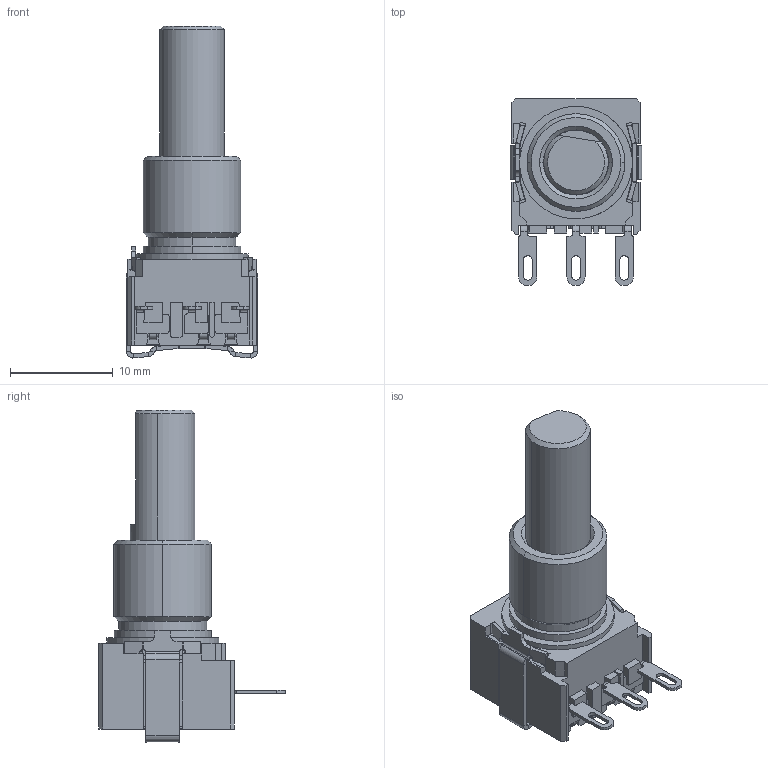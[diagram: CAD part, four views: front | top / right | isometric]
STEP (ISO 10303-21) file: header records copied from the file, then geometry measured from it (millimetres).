
FILE_DESCRIPTION((''),'2;1');
FILE_NAME('53AEA-C28_ASM','2017-05-22T',('RICKB'),('Bourns, Inc.'),'CREO PARAMETRIC BY PTC INC, 2016130','CREO PARAMETRIC BY PTC INC, 2016130','');
FILE_SCHEMA(('CONFIG_CONTROL_DESIGN'));
Length unit declared in the file: inch
Products named in the file (3): 53AEA-C28; SD-5760-XX; 53AEA-C28_ASM
Assembly tree (2 placements, depth 2):
  53AEA-C28_ASM
    53AEA-C28
    SD-5760-XX
Bounding box: 12.83 x 18.22 x 32.38 mm (x, y, z)
Volume: 2205.5 mm3; surface area: 2259 mm2
Topology: 2 solids, 8 shells, 509 faces, 1291 edges, 798 vertices
Faces by surface type: plane 375, cylinder 115, bspline 12, cone 7
Entity records: 15416 total; most frequent: CARTESIAN_POINT 3083, ORIENTED_EDGE 2574, DIRECTION 2474, EDGE_CURVE 1287, VECTOR 1004, LINE 1004, VERTEX_POINT 798, AXIS2_PLACEMENT_3D 735
